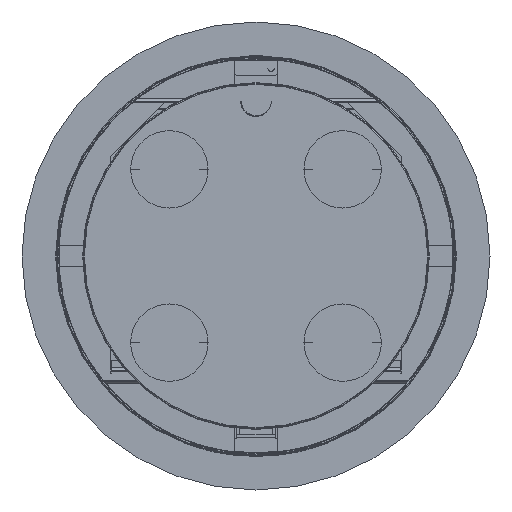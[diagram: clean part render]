
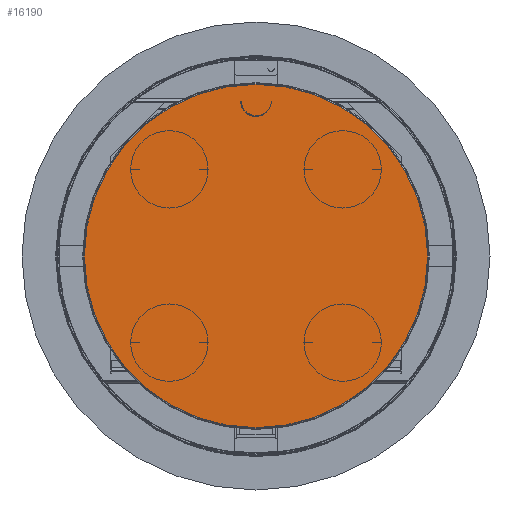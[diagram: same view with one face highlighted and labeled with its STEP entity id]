
A CAD part, front view. The second image highlights one B-rep face of the part: STEP entity #16190.
In plain terms, the highlighted planar face has unit normal (0, -1, 0).
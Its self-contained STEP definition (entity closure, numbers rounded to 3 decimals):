
#15515=CARTESIAN_POINT('',(0.,-171.,0.));
#15516=DIRECTION('',(0.,-1.,0.));
#15517=DIRECTION('',(0.,0.,-1.));
#15518=AXIS2_PLACEMENT_3D('',#15515,#15516,#15517);
#15560=CARTESIAN_POINT('',(0.,-171.,0.));
#15561=DIRECTION('',(0.,-1.,0.));
#15562=DIRECTION('',(-1.,0.,0.));
#15563=AXIS2_PLACEMENT_3D('',#15560,#15561,#15562);
#15613=CARTESIAN_POINT('',(0.,-171.,0.));
#15614=DIRECTION('',(0.,-1.,0.));
#15615=DIRECTION('',(0.,0.,1.));
#15616=AXIS2_PLACEMENT_3D('',#15613,#15614,#15615);
#15637=CARTESIAN_POINT('',(0.,-171.,0.));
#15638=DIRECTION('',(0.,-1.,0.));
#15639=DIRECTION('',(1.,0.,0.));
#15640=AXIS2_PLACEMENT_3D('',#15637,#15638,#15639);
#16059=CARTESIAN_POINT('',(158.5,-171.,0.));
#16061=VERTEX_POINT('',#16059);
#16065=CARTESIAN_POINT('',(0.,-171.,-158.5));
#16067=VERTEX_POINT('',#16065);
#16071=CARTESIAN_POINT('',(-158.5,-171.,0.));
#16073=VERTEX_POINT('',#16071);
#16077=CARTESIAN_POINT('',(0.,-171.,158.5));
#16079=VERTEX_POINT('',#16077);
#16175=CARTESIAN_POINT('',(160.,-171.,-160.));
#16176=DIRECTION('',(0.,-1.,0.));
#16177=DIRECTION('',(-1.,0.,0.));
#16178=AXIS2_PLACEMENT_3D('',#16175,#16176,#16177);
#16179=PLANE('',#16178);
#16181=ORIENTED_EDGE('',*,*,#16180,.F.);
#16183=ORIENTED_EDGE('',*,*,#16182,.F.);
#16185=ORIENTED_EDGE('',*,*,#16184,.F.);
#16187=ORIENTED_EDGE('',*,*,#16186,.F.);
#16188=EDGE_LOOP('',(#16181,#16183,#16185,#16187));
#16189=FACE_OUTER_BOUND('',#16188,.F.);
#16190=ADVANCED_FACE('',(#16189),#16179,.T.);
#15519=CIRCLE('',#15518,158.5);
#15564=CIRCLE('',#15563,158.5);
#15617=CIRCLE('',#15616,158.5);
#15641=CIRCLE('',#15640,158.5);
#16180=EDGE_CURVE('',#16067,#16061,#15519,.T.);
#16182=EDGE_CURVE('',#16073,#16067,#15564,.T.);
#16184=EDGE_CURVE('',#16079,#16073,#15617,.T.);
#16186=EDGE_CURVE('',#16061,#16079,#15641,.T.);
